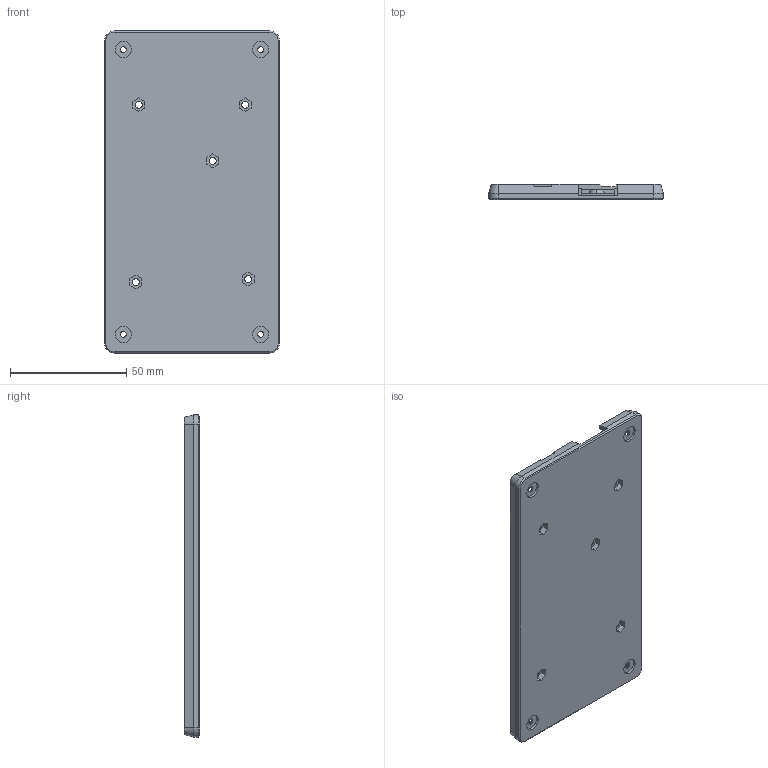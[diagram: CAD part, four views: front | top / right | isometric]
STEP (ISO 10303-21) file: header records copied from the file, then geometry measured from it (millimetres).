
FILE_DESCRIPTION (( 'STEP AP214' ), '1' );
FILE_NAME ('¾ÉNucleo144ÎÞÕëµ××ù_Ð±Æ', '2025-10-22T09:49:34', ( '' ), ( '' ), 'SwSTEP 2.0', 'SolidWorks 2024', '' );
FILE_SCHEMA (( 'AUTOMOTIVE_DESIGN' ));
Length unit declared in the file: millimetre
Products named in the file (1): 旧Nucleo144无针底座_斜坡边
Bounding box: 75 x 6.58 x 138.34 mm (x, y, z)
Volume: 30925.9 mm3; surface area: 25701.3 mm2
Topology: 1 solids, 1 shells, 198 faces, 542 edges, 356 vertices
Faces by surface type: plane 121, cylinder 55, cone 22
Entity records: 6353 total; most frequent: CARTESIAN_POINT 1151, ORIENTED_EDGE 1084, DIRECTION 1078, EDGE_CURVE 542, LINE 380, VECTOR 380, VERTEX_POINT 356, AXIS2_PLACEMENT_3D 349
